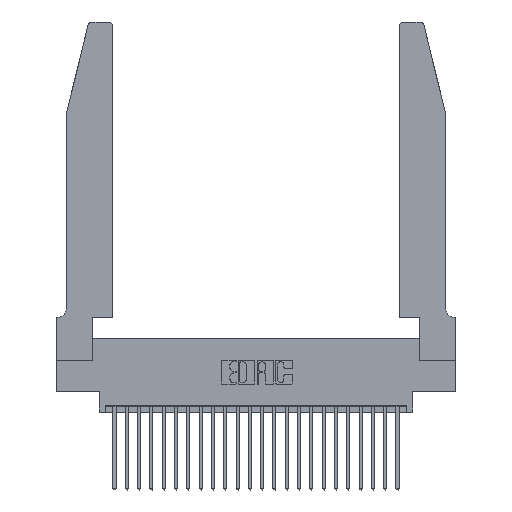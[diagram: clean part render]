
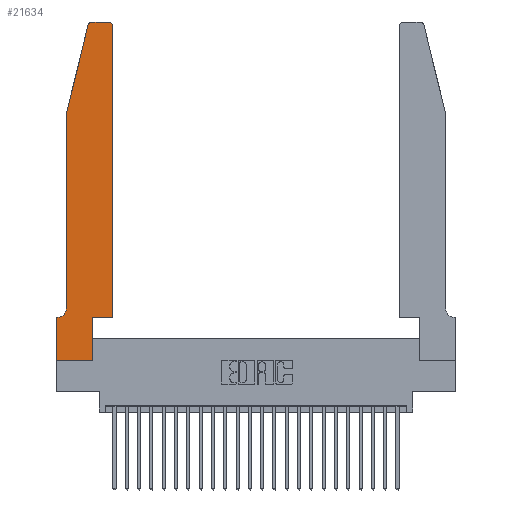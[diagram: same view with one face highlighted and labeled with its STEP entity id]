
A CAD part, top view. The second image highlights one B-rep face of the part: STEP entity #21634.
In plain terms, the highlighted planar face has unit normal (0, 0, 1).
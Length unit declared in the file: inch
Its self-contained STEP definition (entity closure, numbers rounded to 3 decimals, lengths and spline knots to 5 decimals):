
#54 = EDGE_CURVE ( 'NONE', #9526, #7769, #20707, .T. ) ;
#182 = AXIS2_PLACEMENT_3D ( 'NONE', #2447, #16653, #4548 ) ;
#282 = DIRECTION ( 'NONE',  ( 0., -1., 0. ) ) ;
#422 = ORIENTED_EDGE ( 'NONE', *, *, #54, .T. ) ;
#522 = CARTESIAN_POINT ( 'NONE',  ( 0.0055, 0.42, 0.37 ) ) ;
#962 = LINE ( 'NONE', #13336, #21891 ) ;
#1056 = VERTEX_POINT ( 'NONE', #13162 ) ;
#1131 = DIRECTION ( 'NONE',  ( 0., 0., 1. ) ) ;
#2129 = DIRECTION ( 'NONE',  ( 1., 0., 0. ) ) ;
#2309 = EDGE_CURVE ( 'NONE', #14700, #2313, #6908, .T. ) ;
#2313 = VERTEX_POINT ( 'NONE', #8147 ) ;
#2442 = FACE_OUTER_BOUND ( 'NONE', #17289, .T. ) ;
#2447 = CARTESIAN_POINT ( 'NONE',  ( 0.284, 2.72, 0.37 ) ) ;
#2592 = ORIENTED_EDGE ( 'NONE', *, *, #12329, .T. ) ;
#2629 = CARTESIAN_POINT ( 'NONE',  ( 0.4505, 2.72, 0.37 ) ) ;
#2673 = DIRECTION ( 'NONE',  ( -1., 0., 0. ) ) ;
#2951 = VECTOR ( 'NONE', #16386, 39.37008 ) ;
#3428 = DIRECTION ( 'NONE',  ( 0., 1., 0. ) ) ;
#3704 = EDGE_CURVE ( 'NONE', #2313, #1056, #19372, .T. ) ;
#4047 = VERTEX_POINT ( 'NONE', #5530 ) ;
#4323 = LINE ( 'NONE', #15619, #20391 ) ;
#4548 = DIRECTION ( 'NONE',  ( 1., 0., 0. ) ) ;
#4664 = VECTOR ( 'NONE', #14547, 39.37008 ) ;
#5194 = ORIENTED_EDGE ( 'NONE', *, *, #24020, .T. ) ;
#5530 = CARTESIAN_POINT ( 'NONE',  ( 0.4505, 0.35, 0.37 ) ) ;
#6081 = CIRCLE ( 'NONE', #8577, 0.03 ) ;
#6261 = CARTESIAN_POINT ( 'NONE',  ( 0., 0.35, 0.37 ) ) ;
#6412 = ORIENTED_EDGE ( 'NONE', *, *, #19898, .T. ) ;
#6455 = CARTESIAN_POINT ( 'NONE',  ( 0.4505, 0.35, 0.37 ) ) ;
#6823 = VECTOR ( 'NONE', #282, 39.37008 ) ;
#6908 = LINE ( 'NONE', #14159, #21623 ) ;
#6935 = VECTOR ( 'NONE', #10455, 39.37008 ) ;
#7377 = CARTESIAN_POINT ( 'NONE',  ( 0.0755, 0.42, 0.37 ) ) ;
#7452 = CARTESIAN_POINT ( 'NONE',  ( 0.4205, 2.75, 0.37 ) ) ;
#7484 = CARTESIAN_POINT ( 'NONE',  ( 0., 0.35, 0.37 ) ) ;
#7487 = DIRECTION ( 'NONE',  ( 0., -1., 0. ) ) ;
#7711 = PLANE ( 'NONE',  #14734 ) ;
#7769 = VERTEX_POINT ( 'NONE', #24371 ) ;
#7990 = ORIENTED_EDGE ( 'NONE', *, *, #3704, .T. ) ;
#8147 = CARTESIAN_POINT ( 'NONE',  ( 0.284, 2.75, 0.37 ) ) ;
#8202 = AXIS2_PLACEMENT_3D ( 'NONE', #522, #14913, #2673 ) ;
#8577 = AXIS2_PLACEMENT_3D ( 'NONE', #13507, #1131, #15480 ) ;
#8593 = EDGE_CURVE ( 'NONE', #1056, #15433, #17607, .T. ) ;
#9100 = EDGE_CURVE ( 'NONE', #19046, #4047, #24384, .T. ) ;
#9428 = CARTESIAN_POINT ( 'NONE',  ( 0., 0., 0.37 ) ) ;
#9526 = VERTEX_POINT ( 'NONE', #9428 ) ;
#9899 = CARTESIAN_POINT ( 'NONE',  ( 0.4505, 0.35, 0.37 ) ) ;
#10455 = DIRECTION ( 'NONE',  ( -0.239, -0.971, 0. ) ) ;
#10702 = ORIENTED_EDGE ( 'NONE', *, *, #9100, .T. ) ;
#10776 = ORIENTED_EDGE ( 'NONE', *, *, #24366, .T. ) ;
#11579 = LINE ( 'NONE', #17475, #16826 ) ;
#11615 = LINE ( 'NONE', #18725, #6823 ) ;
#12147 = DIRECTION ( 'NONE',  ( -1., 0., 0. ) ) ;
#12329 = EDGE_CURVE ( 'NONE', #17868, #15617, #21799, .T. ) ;
#12482 = ORIENTED_EDGE ( 'NONE', *, *, #22872, .T. ) ;
#13039 = EDGE_CURVE ( 'NONE', #16523, #14700, #6081, .T. ) ;
#13162 = CARTESIAN_POINT ( 'NONE',  ( 0.25487, 2.72718, 0.37 ) ) ;
#13336 = CARTESIAN_POINT ( 'NONE',  ( 0.0755, 0.35, 0.37 ) ) ;
#13389 = ORIENTED_EDGE ( 'NONE', *, *, #13039, .T. ) ;
#13507 = CARTESIAN_POINT ( 'NONE',  ( 0.4205, 2.72, 0.37 ) ) ;
#13961 = ORIENTED_EDGE ( 'NONE', *, *, #25611, .T. ) ;
#14057 = VERTEX_POINT ( 'NONE', #7484 ) ;
#14159 = CARTESIAN_POINT ( 'NONE',  ( 0.2605, 2.75, 0.37 ) ) ;
#14429 = DIRECTION ( 'NONE',  ( 0., 0., 1. ) ) ;
#14547 = DIRECTION ( 'NONE',  ( 1., 0., 0. ) ) ;
#14605 = CARTESIAN_POINT ( 'NONE',  ( 0., 0., 0.37 ) ) ;
#14700 = VERTEX_POINT ( 'NONE', #7452 ) ;
#14734 = AXIS2_PLACEMENT_3D ( 'NONE', #6261, #14429, #2129 ) ;
#14913 = DIRECTION ( 'NONE',  ( 0., 0., -1. ) ) ;
#15306 = DIRECTION ( 'NONE',  ( -1., 0., 0. ) ) ;
#15433 = VERTEX_POINT ( 'NONE', #15935 ) ;
#15480 = DIRECTION ( 'NONE',  ( 1., 0., 0. ) ) ;
#15617 = VERTEX_POINT ( 'NONE', #24231 ) ;
#15619 = CARTESIAN_POINT ( 'NONE',  ( 0.2865, 0.35, 0.37 ) ) ;
#15935 = CARTESIAN_POINT ( 'NONE',  ( 0.0755, 2., 0.37 ) ) ;
#16386 = DIRECTION ( 'NONE',  ( 0., 1., 0. ) ) ;
#16523 = VERTEX_POINT ( 'NONE', #2629 ) ;
#16653 = DIRECTION ( 'NONE',  ( 0., 0., 1. ) ) ;
#16826 = VECTOR ( 'NONE', #7487, 39.37008 ) ;
#17225 = CARTESIAN_POINT ( 'NONE',  ( 0.2865, 0.35, 0.37 ) ) ;
#17289 = EDGE_LOOP ( 'NONE', ( #20990, #7990, #24248, #13961, #2592, #5194, #6412, #422, #12482, #10702, #10776, #13389 ) ) ;
#17475 = CARTESIAN_POINT ( 'NONE',  ( 0.0755, 2., 0.37 ) ) ;
#17607 = LINE ( 'NONE', #24299, #6935 ) ;
#17868 = VERTEX_POINT ( 'NONE', #7377 ) ;
#18501 = VECTOR ( 'NONE', #25813, 39.37008 ) ;
#18725 = CARTESIAN_POINT ( 'NONE',  ( 0., 0., 0.37 ) ) ;
#19046 = VERTEX_POINT ( 'NONE', #17225 ) ;
#19086 = LINE ( 'NONE', #6455, #2951 ) ;
#19372 = CIRCLE ( 'NONE', #182, 0.03 ) ;
#19898 = EDGE_CURVE ( 'NONE', #14057, #9526, #11615, .T. ) ;
#20391 = VECTOR ( 'NONE', #3428, 39.37008 ) ;
#20707 = LINE ( 'NONE', #14605, #4664 ) ;
#20990 = ORIENTED_EDGE ( 'NONE', *, *, #2309, .T. ) ;
#21623 = VECTOR ( 'NONE', #12147, 39.37008 ) ;
#21634 = ADVANCED_FACE ( 'NONE', ( #2442 ), #7711, .T. ) ;
#21799 = CIRCLE ( 'NONE', #8202, 0.07 ) ;
#21891 = VECTOR ( 'NONE', #15306, 39.37008 ) ;
#22872 = EDGE_CURVE ( 'NONE', #7769, #19046, #4323, .T. ) ;
#24020 = EDGE_CURVE ( 'NONE', #15617, #14057, #962, .T. ) ;
#24231 = CARTESIAN_POINT ( 'NONE',  ( 0.0055, 0.35, 0.37 ) ) ;
#24248 = ORIENTED_EDGE ( 'NONE', *, *, #8593, .T. ) ;
#24299 = CARTESIAN_POINT ( 'NONE',  ( 0.0755, 2., 0.37 ) ) ;
#24366 = EDGE_CURVE ( 'NONE', #4047, #16523, #19086, .T. ) ;
#24371 = CARTESIAN_POINT ( 'NONE',  ( 0.2865, 0., 0.37 ) ) ;
#24384 = LINE ( 'NONE', #9899, #18501 ) ;
#25611 = EDGE_CURVE ( 'NONE', #15433, #17868, #11579, .T. ) ;
#25813 = DIRECTION ( 'NONE',  ( 1., 0., 0. ) ) ;
